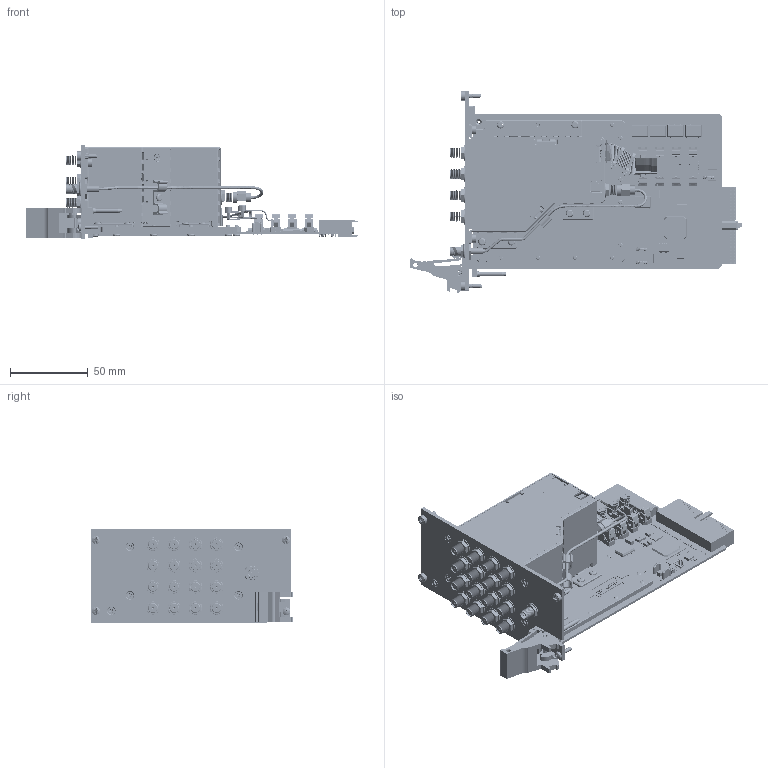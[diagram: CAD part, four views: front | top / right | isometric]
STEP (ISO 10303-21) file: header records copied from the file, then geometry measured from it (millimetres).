
FILE_DESCRIPTION (( 'STEP AP214' ), '1' );
FILE_NAME ('40-883-002 PXI 6GHz 16-1 RF Module.STEP', '2013-09-18T08:26:56', ( 'admin' ), ( '' ), 'SwSTEP 2.0', 'SolidWorks 2012', '' );
FILE_SCHEMA (( 'AUTOMOTIVE_DESIGN' ));
Length unit declared in the file: millimetre
Products named in the file (1): 40-883-002 PXI 6GHz 16-1 RF Module
Bounding box: 214.01 x 129.87 x 60 mm (x, y, z)
Surface area: 156529.3 mm2 (no closed solid volume)
Topology: 0 solids, 1783 shells, 9049 faces, 36674 edges, 28145 vertices
Faces by surface type: plane 5780, cylinder 1675, cone 1024, bspline 337, torus 206, sphere 27
Full cylindrical faces by diameter (mm): 0.225 x1, 0.307 x2, 0.313 x2, 0.38 x4, 0.381 x1, 0.449 x4, 0.6 x121, 0.66 x1, 0.75 x1, 0.762 x47, 0.798 x1, 0.8 x37, 1.496 x1, 1.524 x8, 1.6 x1, 2 x8, 2.05 x14, 2.16 x1, 2.4 x6, 2.45 x3, 2.5 x7, 2.6 x1, 2.7 x10, 2.8 x1, 2.9 x2, 3 x3, 3.3 x1, 4 x6, 4.6 x12, 4.7 x8
Entity records: 516671 total; most frequent: CARTESIAN_POINT 129562, DIRECTION 57514, ORIENTED_EDGE 48280, EDGE_CURVE 35057, VERTEX_POINT 27945, VECTOR 23884, LINE 23884, AXIS2_PLACEMENT_3D 16815
